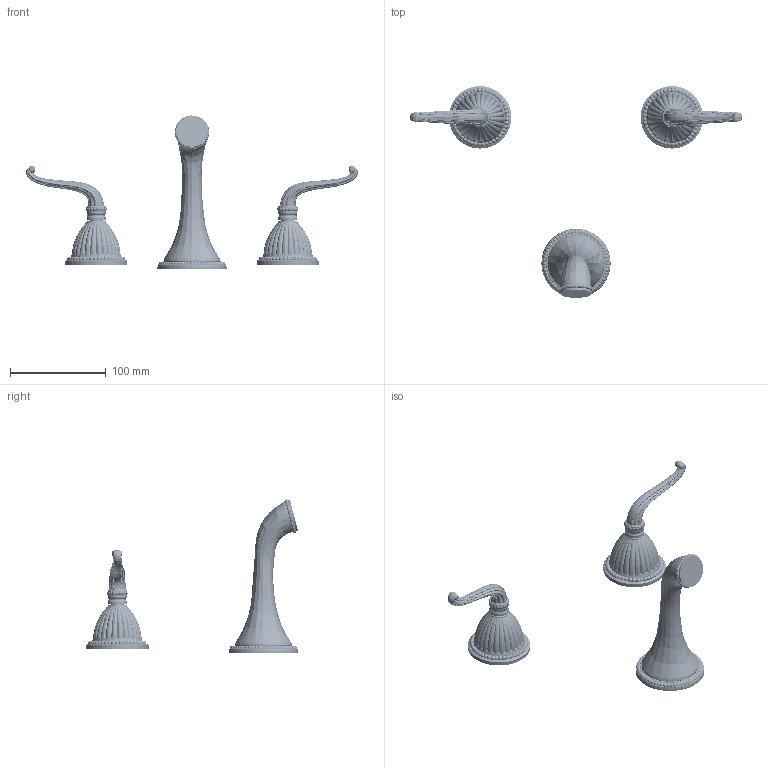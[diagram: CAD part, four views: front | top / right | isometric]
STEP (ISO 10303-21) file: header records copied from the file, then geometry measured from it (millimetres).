
FILE_DESCRIPTION((''),'2;1');
FILE_NAME('3-1095_SW0001','2020-12-01T10:24:51',('rsmith'),(''),'CREO PARAMETRIC BY PTC INC, 2018400','CREO PARAMETRIC BY PTC INC, 2018400','');
FILE_SCHEMA(('AUTOMOTIVE_DESIGN { 1 0 10303 214 1 1 1 1 }'));
Products named in the file (1): 3-1095_SW0001
Bounding box: 346.51 x 221.24 x 159.85 mm (x, y, z)
Volume: 315648.5 mm3; surface area: 62010.8 mm2
Topology: 5 solids, 8 shells, 6558 faces, 19059 edges, 12435 vertices
Faces by surface type: bspline 3122, cylinder 2210, plane 752, sphere 240, torus 166, revolution 60, cone 8
Entity records: 480333 total; most frequent: CARTESIAN_POINT 230698, ORIENTED_EDGE 37730, PRESENTATION_STYLE_ASSIGNMENT 25262, STYLED_ITEM 19048, CURVE_STYLE 18925, EDGE_CURVE 18865, B_SPLINE_CURVE_WITH_KNOTS 14459, DIRECTION 13530
